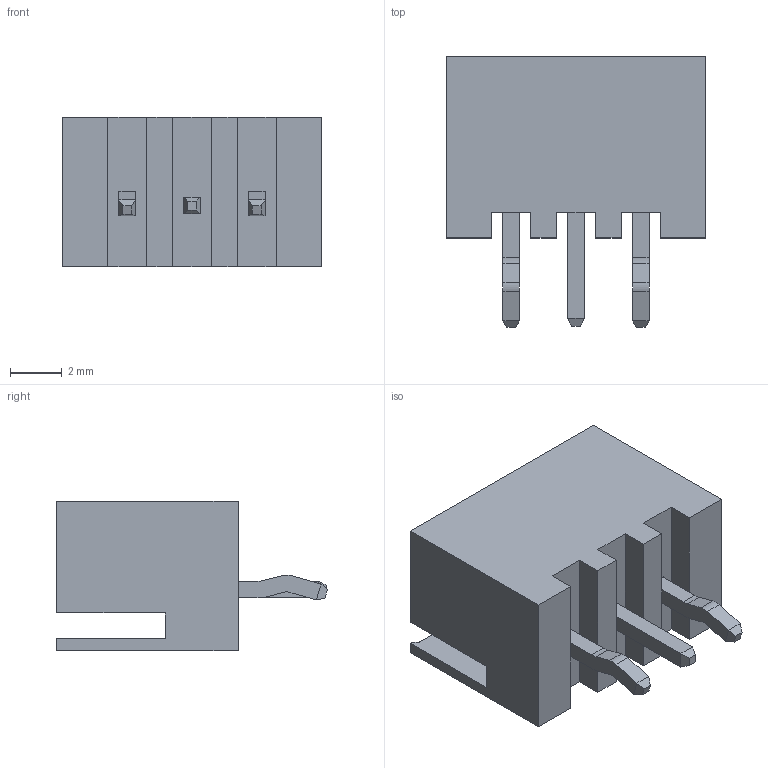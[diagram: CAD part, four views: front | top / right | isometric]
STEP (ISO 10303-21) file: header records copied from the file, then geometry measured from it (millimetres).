
FILE_DESCRIPTION(('FreeCAD Model'),'2;1');
FILE_NAME('Open CASCADE Shape Model','2022-01-03T12:55:59',('Author'),( ''),'Open CASCADE STEP processor 7.5','FreeCAD','Unknown');
FILE_SCHEMA(('AUTOMOTIVE_DESIGN { 1 0 10303 214 1 1 1 1 }'));
Length unit declared in the file: millimetre
Products named in the file (4): 2317SJ-03_ASM; 801-2317SJ-03; 802A-0_5A; 802A-0_5C
Assembly tree (4 placements, depth 2):
  2317SJ-03_ASM
    801-2317SJ-03
    802A-0_5A
    802A-0_5C  x2
Bounding box: 10 x 10.45 x 5.75 mm (x, y, z)
Volume: 133.9 mm3; surface area: 559 mm2
Topology: 4 solids, 4 shells, 120 faces, 310 edges, 198 vertices
Faces by surface type: plane 112, cylinder 8
Entity records: 6775 total; most frequent: CARTESIAN_POINT 1067, DIRECTION 984, LINE 758, VECTOR 758, ORIENTED_EDGE 516, PCURVE 516, DEFINITIONAL_REPRESENTATION 516, EDGE_CURVE 258
